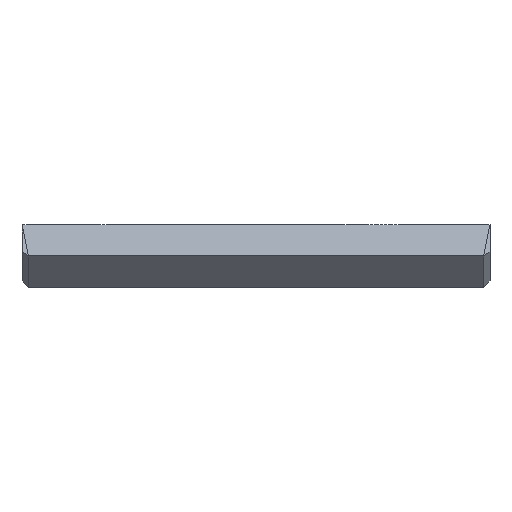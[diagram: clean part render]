
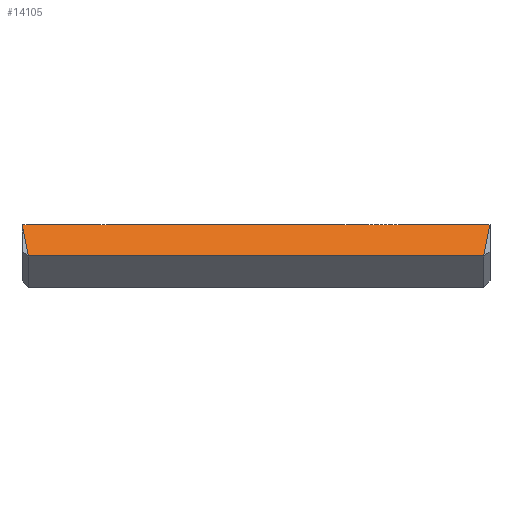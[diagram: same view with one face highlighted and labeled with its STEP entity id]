
A CAD part, left-side view. The second image highlights one B-rep face of the part: STEP entity #14105.
In plain terms, the highlighted planar face has unit normal (0.707, 0, -0.707).
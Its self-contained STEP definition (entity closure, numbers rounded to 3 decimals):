
#2976 = VERTEX_POINT('',#2977);
#2977 = CARTESIAN_POINT('',(132.636,83.076,4.
    ));
#2983 = EDGE_CURVE('',#2984,#2976,#2986,.T.);
#2984 = VERTEX_POINT('',#2985);
#2985 = CARTESIAN_POINT('',(132.636,113.076,4.
    ));
#2986 = LINE('',#2987,#2988);
#2987 = CARTESIAN_POINT('',(132.636,113.076,4.
    ));
#2988 = VECTOR('',#2989,1.);
#2989 = DIRECTION('',(0.,-1.,0.));
#14088 = VERTEX_POINT('',#14089);
#14089 = CARTESIAN_POINT('',(130.636,83.476,2.));
#14095 = EDGE_CURVE('',#2976,#14088,#14096,.T.);
#14096 = LINE('',#14097,#14098);
#14097 = CARTESIAN_POINT('',(132.636,83.076,
    4.));
#14098 = VECTOR('',#14099,1.);
#14099 = DIRECTION('',(-0.7,0.14,-0.7));
#14105 = ADVANCED_FACE('',(#14106),#14124,.T.);
#14106 = FACE_BOUND('',#14107,.T.);
#14107 = EDGE_LOOP('',(#14108,#14109,#14117,#14123));
#14108 = ORIENTED_EDGE('',*,*,#14095,.T.);
#14109 = ORIENTED_EDGE('',*,*,#14110,.T.);
#14110 = EDGE_CURVE('',#14088,#14111,#14113,.T.);
#14111 = VERTEX_POINT('',#14112);
#14112 = CARTESIAN_POINT('',(130.636,112.676,2.));
#14113 = LINE('',#14114,#14115);
#14114 = CARTESIAN_POINT('',(130.636,83.476,2.));
#14115 = VECTOR('',#14116,1.);
#14116 = DIRECTION('',(0.,1.,0.));
#14117 = ORIENTED_EDGE('',*,*,#14118,.T.);
#14118 = EDGE_CURVE('',#14111,#2984,#14119,.T.);
#14119 = LINE('',#14120,#14121);
#14120 = CARTESIAN_POINT('',(130.636,112.676,2.));
#14121 = VECTOR('',#14122,1.);
#14122 = DIRECTION('',(0.7,0.14,0.7));
#14123 = ORIENTED_EDGE('',*,*,#2983,.T.);
#14124 = PLANE('',#14125);
#14125 = AXIS2_PLACEMENT_3D('',#14126,#14127,#14128);
#14126 = CARTESIAN_POINT('',(131.649,98.076,
    3.012));
#14127 = DIRECTION('',(0.707,0.,
    -0.707));
#14128 = DIRECTION('',(-0.707,0.,
    -0.707));
